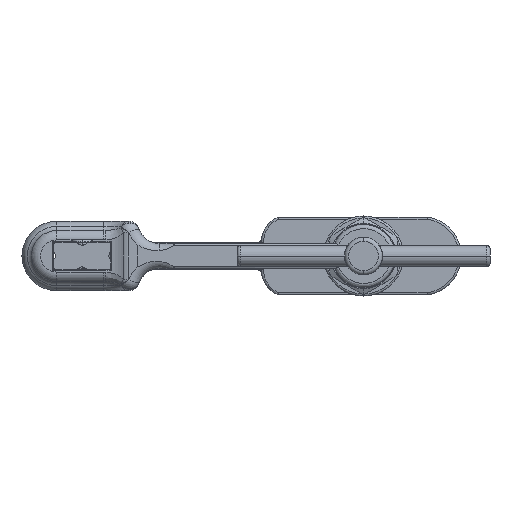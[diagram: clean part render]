
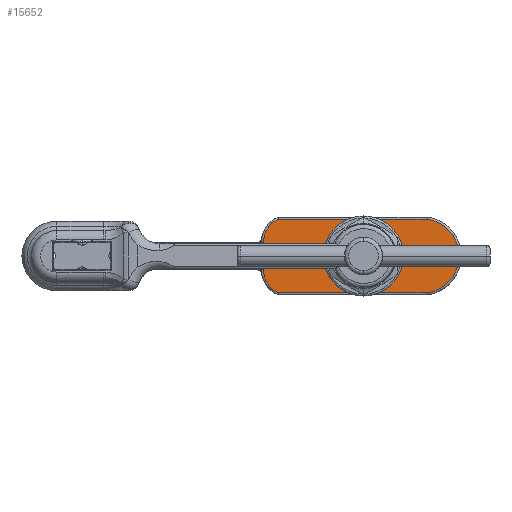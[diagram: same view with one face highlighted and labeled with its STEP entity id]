
A CAD part, front view. The second image highlights one B-rep face of the part: STEP entity #15652.
In plain terms, the highlighted planar face has unit normal (0, -1, 0).
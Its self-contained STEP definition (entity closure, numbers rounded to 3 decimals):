
#249 = AXIS2_PLACEMENT_3D ( 'NONE', #15976, #7614, #17118 ) ;
#681 = VERTEX_POINT ( 'NONE', #15425 ) ;
#800 = EDGE_CURVE ( 'NONE', #15212, #681, #10503, .T. ) ;
#900 = DIRECTION ( 'NONE',  ( 1., 0., 0. ) ) ;
#1023 = ORIENTED_EDGE ( 'NONE', *, *, #3698, .T. ) ;
#1075 = DIRECTION ( 'NONE',  ( 0., -1., 0. ) ) ;
#1110 = DIRECTION ( 'NONE',  ( 0., 0., -1. ) ) ;
#1577 = CIRCLE ( 'NONE', #7755, 12.037 ) ;
#1926 = ORIENTED_EDGE ( 'NONE', *, *, #2398, .T. ) ;
#2077 = CIRCLE ( 'NONE', #12588, 12.037 ) ;
#2155 = AXIS2_PLACEMENT_3D ( 'NONE', #4556, #14165, #15565 ) ;
#2233 = ORIENTED_EDGE ( 'NONE', *, *, #6340, .T. ) ;
#2398 = EDGE_CURVE ( 'NONE', #11764, #15855, #16898, .T. ) ;
#2837 = LINE ( 'NONE', #13189, #13282 ) ;
#3395 = ORIENTED_EDGE ( 'NONE', *, *, #14144, .T. ) ;
#3482 = LINE ( 'NONE', #9672, #11205 ) ;
#3641 = CIRCLE ( 'NONE', #11697, 17.674 ) ;
#3698 = EDGE_CURVE ( 'NONE', #15855, #14609, #3641, .T. ) ;
#4359 = CARTESIAN_POINT ( 'NONE',  ( 93.284, 489.5, 17.5 ) ) ;
#4556 = CARTESIAN_POINT ( 'NONE',  ( 161.148, 489.5, 0. ) ) ;
#5134 = VERTEX_POINT ( 'NONE', #7415 ) ;
#5325 = DIRECTION ( 'NONE',  ( -1., 0., 0. ) ) ;
#5459 = ORIENTED_EDGE ( 'NONE', *, *, #12645, .T. ) ;
#6304 = CARTESIAN_POINT ( 'NONE',  ( 98.037, 489.5, -6.441 ) ) ;
#6340 = EDGE_CURVE ( 'NONE', #14609, #14855, #3482, .T. ) ;
#6431 = FACE_OUTER_BOUND ( 'NONE', #10293, .T. ) ;
#7415 = CARTESIAN_POINT ( 'NONE',  ( 93.284, 489.5, -17.5 ) ) ;
#7439 = CARTESIAN_POINT ( 'NONE',  ( 161.148, 489.5, 0. ) ) ;
#7440 = DIRECTION ( 'NONE',  ( 0., -1., 0. ) ) ;
#7564 = DIRECTION ( 'NONE',  ( 0., -1., 0. ) ) ;
#7614 = DIRECTION ( 'NONE',  ( 0., -1., 0. ) ) ;
#7755 = AXIS2_PLACEMENT_3D ( 'NONE', #11610, #7440, #13015 ) ;
#8170 = CARTESIAN_POINT ( 'NONE',  ( 178.823, 489.5, 0. ) ) ;
#8608 = ORIENTED_EDGE ( 'NONE', *, *, #800, .T. ) ;
#8636 = EDGE_CURVE ( 'NONE', #5134, #11764, #2837, .T. ) ;
#9672 = CARTESIAN_POINT ( 'NONE',  ( 98.037, 489.5, 17.5 ) ) ;
#10293 = EDGE_LOOP ( 'NONE', ( #3395, #8608, #5459, #12424, #1926, #1023, #2233 ) ) ;
#10503 = LINE ( 'NONE', #14944, #15241 ) ;
#11205 = VECTOR ( 'NONE', #5325, 1000. ) ;
#11610 = CARTESIAN_POINT ( 'NONE',  ( 98.037, 489.5, 6.441 ) ) ;
#11697 = AXIS2_PLACEMENT_3D ( 'NONE', #7439, #1075, #17061 ) ;
#11764 = VERTEX_POINT ( 'NONE', #12013 ) ;
#12013 = CARTESIAN_POINT ( 'NONE',  ( 163.624, 489.5, -17.5 ) ) ;
#12424 = ORIENTED_EDGE ( 'NONE', *, *, #8636, .T. ) ;
#12588 = AXIS2_PLACEMENT_3D ( 'NONE', #6304, #7564, #900 ) ;
#12645 = EDGE_CURVE ( 'NONE', #681, #5134, #2077, .T. ) ;
#13015 = DIRECTION ( 'NONE',  ( 1., 0., 0. ) ) ;
#13123 = CARTESIAN_POINT ( 'NONE',  ( 163.624, 489.5, 17.5 ) ) ;
#13189 = CARTESIAN_POINT ( 'NONE',  ( 98.037, 489.5, -17.5 ) ) ;
#13282 = VECTOR ( 'NONE', #14655, 1000. ) ;
#14144 = EDGE_CURVE ( 'NONE', #14855, #15212, #1577, .T. ) ;
#14165 = DIRECTION ( 'NONE',  ( 0., -1., 0. ) ) ;
#14471 = PLANE ( 'NONE',  #249 ) ;
#14609 = VERTEX_POINT ( 'NONE', #13123 ) ;
#14655 = DIRECTION ( 'NONE',  ( 1., 0., 0. ) ) ;
#14855 = VERTEX_POINT ( 'NONE', #4359 ) ;
#14944 = CARTESIAN_POINT ( 'NONE',  ( 86., 489.5, -6.441 ) ) ;
#15212 = VERTEX_POINT ( 'NONE', #16197 ) ;
#15241 = VECTOR ( 'NONE', #1110, 1000. ) ;
#15425 = CARTESIAN_POINT ( 'NONE',  ( 86., 489.5, -6.498 ) ) ;
#15565 = DIRECTION ( 'NONE',  ( 1., 0., 0. ) ) ;
#15652 = ADVANCED_FACE ( 'NONE', ( #6431 ), #14471, .T. ) ;
#15855 = VERTEX_POINT ( 'NONE', #8170 ) ;
#15976 = CARTESIAN_POINT ( 'NONE',  ( 98.037, 489.5, -6.441 ) ) ;
#16197 = CARTESIAN_POINT ( 'NONE',  ( 86., 489.5, 6.498 ) ) ;
#16898 = CIRCLE ( 'NONE', #2155, 17.674 ) ;
#17061 = DIRECTION ( 'NONE',  ( 1., 0., 0. ) ) ;
#17118 = DIRECTION ( 'NONE',  ( 1., 0., 0. ) ) ;
